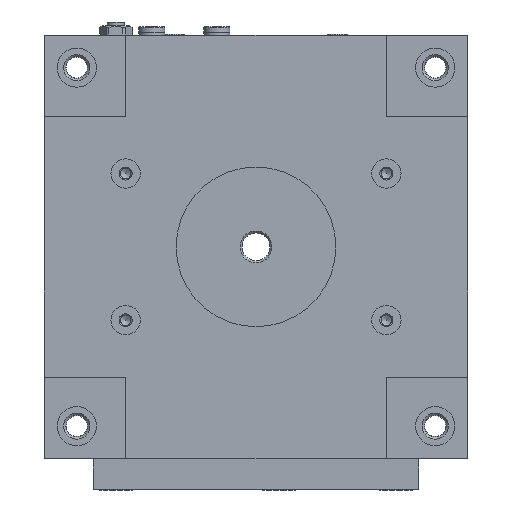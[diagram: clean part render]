
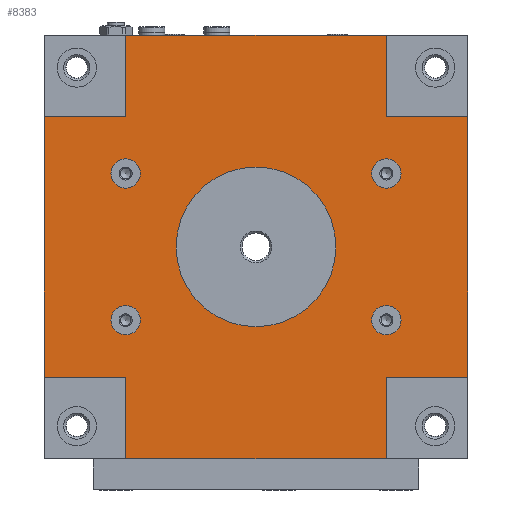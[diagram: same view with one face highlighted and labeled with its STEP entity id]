
A CAD part, front view. The second image highlights one B-rep face of the part: STEP entity #8383.
In plain terms, the highlighted planar face has unit normal (0, -1, 0).
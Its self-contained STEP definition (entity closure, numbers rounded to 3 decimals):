
#96=PLANE('',#9023);
#617=LINE('',#12460,#1451);
#628=LINE('',#12596,#1462);
#741=LINE('',#12851,#1575);
#749=LINE('',#12866,#1583);
#767=LINE('',#12916,#1601);
#769=LINE('',#12920,#1603);
#770=LINE('',#12922,#1604);
#772=LINE('',#12926,#1606);
#773=LINE('',#12928,#1607);
#775=LINE('',#12932,#1609);
#776=LINE('',#12934,#1610);
#778=LINE('',#12938,#1612);
#1451=VECTOR('',#9900,1000.);
#1462=VECTOR('',#9933,1000.);
#1575=VECTOR('',#10078,1000.);
#1583=VECTOR('',#10088,1000.);
#1601=VECTOR('',#10144,1000.);
#1603=VECTOR('',#10148,1000.);
#1604=VECTOR('',#10151,1000.);
#1606=VECTOR('',#10155,1000.);
#1607=VECTOR('',#10158,1000.);
#1609=VECTOR('',#10162,1000.);
#1610=VECTOR('',#10165,1000.);
#1612=VECTOR('',#10169,1000.);
#2593=ORIENTED_EDGE('',*,*,#4755,.F.);
#2594=ORIENTED_EDGE('',*,*,#4756,.F.);
#2595=ORIENTED_EDGE('',*,*,#4757,.F.);
#2596=ORIENTED_EDGE('',*,*,#4758,.F.);
#2597=ORIENTED_EDGE('',*,*,#4759,.F.);
#2598=ORIENTED_EDGE('',*,*,#4580,.F.);
#2599=ORIENTED_EDGE('',*,*,#4754,.F.);
#2600=ORIENTED_EDGE('',*,*,#4752,.F.);
#2601=ORIENTED_EDGE('',*,*,#4552,.F.);
#2602=ORIENTED_EDGE('',*,*,#4751,.F.);
#2603=ORIENTED_EDGE('',*,*,#4749,.F.);
#2604=ORIENTED_EDGE('',*,*,#4716,.F.);
#2605=ORIENTED_EDGE('',*,*,#4748,.F.);
#2606=ORIENTED_EDGE('',*,*,#4746,.F.);
#2607=ORIENTED_EDGE('',*,*,#4708,.F.);
#2608=ORIENTED_EDGE('',*,*,#4745,.F.);
#2609=ORIENTED_EDGE('',*,*,#4743,.F.);
#4552=EDGE_CURVE('',#5658,#5659,#617,.T.);
#4580=EDGE_CURVE('',#5684,#5679,#628,.T.);
#4708=EDGE_CURVE('',#5809,#5811,#741,.T.);
#4716=EDGE_CURVE('',#5815,#5817,#749,.T.);
#4743=EDGE_CURVE('',#5679,#5830,#767,.T.);
#4745=EDGE_CURVE('',#5830,#5809,#769,.T.);
#4746=EDGE_CURVE('',#5811,#5831,#770,.T.);
#4748=EDGE_CURVE('',#5831,#5815,#772,.T.);
#4749=EDGE_CURVE('',#5817,#5832,#773,.T.);
#4751=EDGE_CURVE('',#5832,#5658,#775,.T.);
#4752=EDGE_CURVE('',#5659,#5833,#776,.T.);
#4754=EDGE_CURVE('',#5833,#5684,#778,.T.);
#4755=EDGE_CURVE('',#5834,#5834,#6445,.T.);
#4756=EDGE_CURVE('',#5835,#5835,#6446,.T.);
#4757=EDGE_CURVE('',#5836,#5836,#6447,.T.);
#4758=EDGE_CURVE('',#5837,#5837,#6448,.T.);
#4759=EDGE_CURVE('',#5838,#5838,#6449,.F.);
#5658=VERTEX_POINT('',#12459);
#5659=VERTEX_POINT('',#12461);
#5679=VERTEX_POINT('',#12584);
#5684=VERTEX_POINT('',#12595);
#5809=VERTEX_POINT('',#12849);
#5811=VERTEX_POINT('',#12852);
#5815=VERTEX_POINT('',#12864);
#5817=VERTEX_POINT('',#12867);
#5830=VERTEX_POINT('',#12917);
#5831=VERTEX_POINT('',#12923);
#5832=VERTEX_POINT('',#12929);
#5833=VERTEX_POINT('',#12935);
#5834=VERTEX_POINT('',#12941);
#5835=VERTEX_POINT('',#12943);
#5836=VERTEX_POINT('',#12945);
#5837=VERTEX_POINT('',#12947);
#5838=VERTEX_POINT('',#12949);
#6445=CIRCLE('',#9024,4.5);
#6446=CIRCLE('',#9025,4.5);
#6447=CIRCLE('',#9026,4.5);
#6448=CIRCLE('',#9027,4.5);
#6449=CIRCLE('',#9028,24.5);
#6716=EDGE_LOOP('',(#2593));
#6717=EDGE_LOOP('',(#2594));
#6718=EDGE_LOOP('',(#2595));
#6719=EDGE_LOOP('',(#2596));
#6720=EDGE_LOOP('',(#2597));
#6721=EDGE_LOOP('',(#2598,#2599,#2600,#2601,#2602,#2603,#2604,#2605,#2606,
#2607,#2608,#2609));
#7512=FACE_BOUND('',#6716,.T.);
#7513=FACE_BOUND('',#6717,.T.);
#7514=FACE_BOUND('',#6718,.T.);
#7515=FACE_BOUND('',#6719,.T.);
#7516=FACE_BOUND('',#6720,.T.);
#7517=FACE_BOUND('',#6721,.T.);
#8383=ADVANCED_FACE('',(#7512,#7513,#7514,#7515,#7516,#7517),#96,.F.);
#9023=AXIS2_PLACEMENT_3D('',#12939,#10170,#10171);
#9024=AXIS2_PLACEMENT_3D('',#12940,#10172,#10173);
#9025=AXIS2_PLACEMENT_3D('',#12942,#10174,#10175);
#9026=AXIS2_PLACEMENT_3D('',#12944,#10176,#10177);
#9027=AXIS2_PLACEMENT_3D('',#12946,#10178,#10179);
#9028=AXIS2_PLACEMENT_3D('',#12948,#10180,#10181);
#9900=DIRECTION('',(-1.,0.,0.));
#9933=DIRECTION('',(0.,0.,1.));
#10078=DIRECTION('',(1.,0.,0.));
#10088=DIRECTION('',(0.,0.,-1.));
#10144=DIRECTION('',(1.,0.,0.));
#10148=DIRECTION('',(0.,0.,1.));
#10151=DIRECTION('',(0.,0.,-1.));
#10155=DIRECTION('',(1.,0.,0.));
#10158=DIRECTION('',(-1.,0.,0.));
#10162=DIRECTION('',(0.,0.,-1.));
#10165=DIRECTION('',(0.,0.,1.));
#10169=DIRECTION('',(-1.,0.,0.));
#10170=DIRECTION('',(0.,1.,0.));
#10171=DIRECTION('',(0.,0.,1.));
#10172=DIRECTION('',(0.,-1.,0.));
#10173=DIRECTION('',(0.,0.,-1.));
#10174=DIRECTION('',(0.,-1.,0.));
#10175=DIRECTION('',(0.,0.,-1.));
#10176=DIRECTION('',(0.,-1.,0.));
#10177=DIRECTION('',(0.,0.,-1.));
#10178=DIRECTION('',(0.,-1.,0.));
#10179=DIRECTION('',(0.,0.,-1.));
#10180=DIRECTION('',(0.,1.,0.));
#10181=DIRECTION('',(0.,0.,1.));
#12459=CARTESIAN_POINT('',(40.,0.1,-65.));
#12460=CARTESIAN_POINT('',(40.,0.1,-65.));
#12461=CARTESIAN_POINT('',(-40.,0.1,-65.));
#12584=CARTESIAN_POINT('',(-65.,0.1,40.));
#12595=CARTESIAN_POINT('',(-65.,0.1,-40.));
#12596=CARTESIAN_POINT('',(-65.,0.1,-40.));
#12849=CARTESIAN_POINT('',(-40.,0.1,65.));
#12851=CARTESIAN_POINT('',(-40.,0.1,65.));
#12852=CARTESIAN_POINT('',(40.,0.1,65.));
#12864=CARTESIAN_POINT('',(65.,0.1,40.));
#12866=CARTESIAN_POINT('',(65.,0.1,40.));
#12867=CARTESIAN_POINT('',(65.,0.1,-40.));
#12916=CARTESIAN_POINT('',(-65.,0.1,40.));
#12917=CARTESIAN_POINT('',(-40.,0.1,40.));
#12920=CARTESIAN_POINT('',(-40.,0.1,40.));
#12922=CARTESIAN_POINT('',(40.,0.1,65.));
#12923=CARTESIAN_POINT('',(40.,0.1,40.));
#12926=CARTESIAN_POINT('',(40.,0.1,40.));
#12928=CARTESIAN_POINT('',(65.,0.1,-40.));
#12929=CARTESIAN_POINT('',(40.,0.1,-40.));
#12932=CARTESIAN_POINT('',(40.,0.1,-40.));
#12934=CARTESIAN_POINT('',(-40.,0.1,-65.));
#12935=CARTESIAN_POINT('',(-40.,0.1,-40.));
#12938=CARTESIAN_POINT('',(-40.,0.1,-40.));
#12939=CARTESIAN_POINT('',(0.,0.1,0.));
#12940=CARTESIAN_POINT('',(-40.,0.1,22.5));
#12941=CARTESIAN_POINT('',(-40.,0.1,18.));
#12942=CARTESIAN_POINT('',(40.,0.1,22.5));
#12943=CARTESIAN_POINT('',(40.,0.1,18.));
#12944=CARTESIAN_POINT('',(-40.,0.1,-22.5));
#12945=CARTESIAN_POINT('',(-40.,0.1,-27.));
#12946=CARTESIAN_POINT('',(40.,0.1,-22.5));
#12947=CARTESIAN_POINT('',(40.,0.1,-27.));
#12948=CARTESIAN_POINT('',(0.,0.1,0.));
#12949=CARTESIAN_POINT('',(0.,0.1,24.5));
